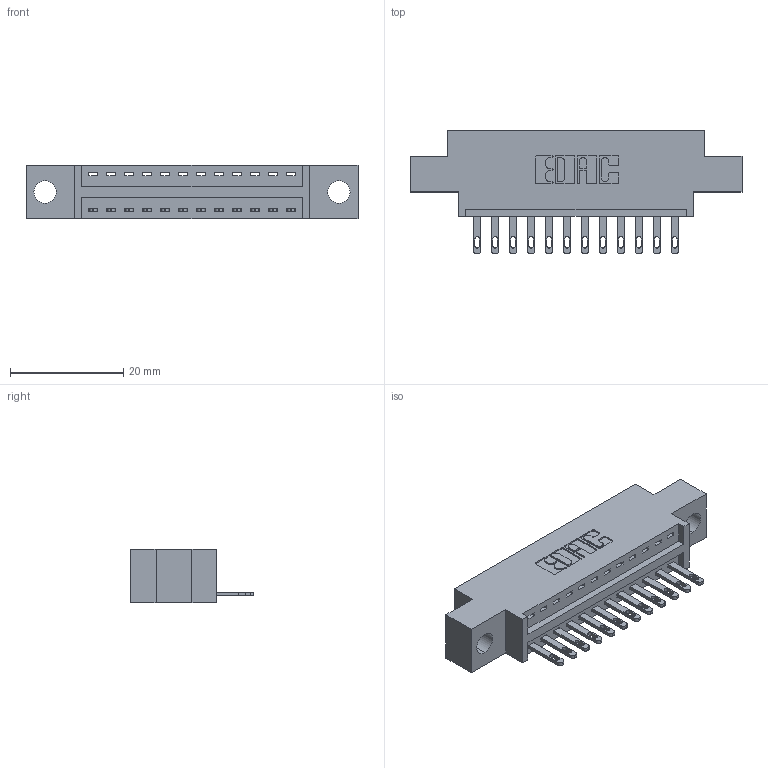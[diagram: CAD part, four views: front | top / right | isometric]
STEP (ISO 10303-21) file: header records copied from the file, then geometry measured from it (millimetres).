
FILE_DESCRIPTION (( 'STEP AP203' ), '1' );
FILE_NAME ('346-012-500-604.STEP', '2022-05-05T02:11:27', ( '' ), ( '' ), 'SwSTEP 2.0', 'SolidWorks 2020', '' );
FILE_SCHEMA (( 'CONFIG_CONTROL_DESIGN' ));
Length unit declared in the file: inch
Products named in the file (3): 346 Part_0.170 Offset - 0.156 Dia-TH; 346-012-500-604; 345-292-001_345-293-100
Assembly tree (13 placements, depth 2):
  346-012-500-604
    346 Part_0.170 Offset - 0.156 Dia-TH
    345-292-001_345-293-100  x12
Bounding box: 58.67 x 21.84 x 9.4 mm (x, y, z)
Volume: 5156.6 mm3; surface area: 6146.9 mm2
Topology: 13 solids, 13 shells, 788 faces, 2393 edges, 1594 vertices
Faces by surface type: plane 502, cylinder 286
Entity records: 11967 total; most frequent: CARTESIAN_POINT 2070, ORIENTED_EDGE 2014, DIRECTION 1863, EDGE_CURVE 1007, VECTOR 823, LINE 823, VERTEX_POINT 670, AXIS2_PLACEMENT_3D 520
